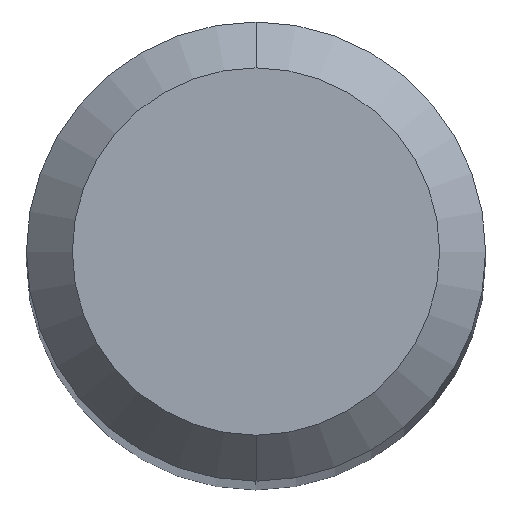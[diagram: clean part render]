
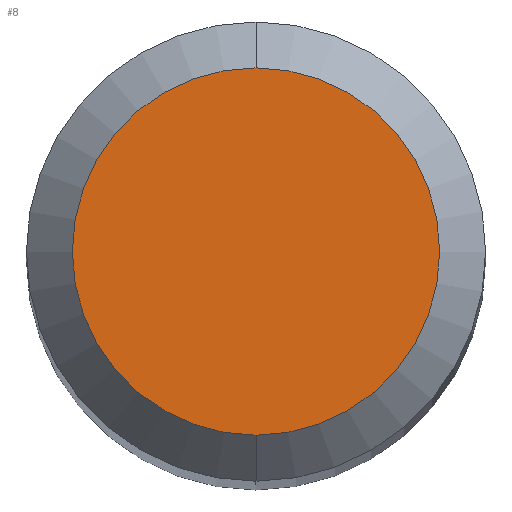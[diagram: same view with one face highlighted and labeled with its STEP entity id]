
A CAD part, top view. The second image highlights one B-rep face of the part: STEP entity #8.
In plain terms, the highlighted planar face has unit normal (0, 0, 1).
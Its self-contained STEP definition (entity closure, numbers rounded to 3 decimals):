
#4 = DIRECTION ( 'NONE',  ( 0., 0., -1. ) ) ;
#8 = ADVANCED_FACE ( 'NONE', ( #23 ), #25, .F. ) ;
#23 = FACE_OUTER_BOUND ( 'NONE', #192, .T. ) ;
#25 = PLANE ( 'NONE',  #351 ) ;
#56 = CIRCLE ( 'NONE', #94, 1.2 ) ;
#87 = AXIS2_PLACEMENT_3D ( 'NONE', #173, #4, #207 ) ;
#94 = AXIS2_PLACEMENT_3D ( 'NONE', #231, #265, #268 ) ;
#134 = EDGE_CURVE ( 'NONE', #345, #350, #56, .T. ) ;
#173 = CARTESIAN_POINT ( 'NONE',  ( 0., 0., 38. ) ) ;
#184 = ORIENTED_EDGE ( 'NONE', *, *, #134, .F. ) ;
#192 = EDGE_LOOP ( 'NONE', ( #184, #421 ) ) ;
#196 = DIRECTION ( 'NONE',  ( 0., 1., 0. ) ) ;
#201 = CARTESIAN_POINT ( 'NONE',  ( 0., 0., 38. ) ) ;
#207 = DIRECTION ( 'NONE',  ( 0., 1., 0. ) ) ;
#231 = CARTESIAN_POINT ( 'NONE',  ( 0., 0., 38. ) ) ;
#265 = DIRECTION ( 'NONE',  ( 0., 0., -1. ) ) ;
#268 = DIRECTION ( 'NONE',  ( 0., 1., 0. ) ) ;
#269 = DIRECTION ( 'NONE',  ( 0., 0., -1. ) ) ;
#276 = CIRCLE ( 'NONE', #87, 1.2 ) ;
#285 = EDGE_CURVE ( 'NONE', #350, #345, #276, .T. ) ;
#287 = CARTESIAN_POINT ( 'NONE',  ( 0., 1.2, 38. ) ) ;
#345 = VERTEX_POINT ( 'NONE', #287 ) ;
#350 = VERTEX_POINT ( 'NONE', #392 ) ;
#351 = AXIS2_PLACEMENT_3D ( 'NONE', #201, #269, #196 ) ;
#392 = CARTESIAN_POINT ( 'NONE',  ( 0., -1.2, 38. ) ) ;
#421 = ORIENTED_EDGE ( 'NONE', *, *, #285, .F. ) ;
